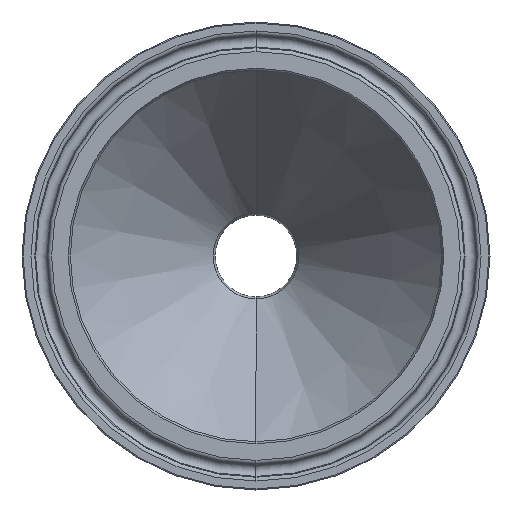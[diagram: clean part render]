
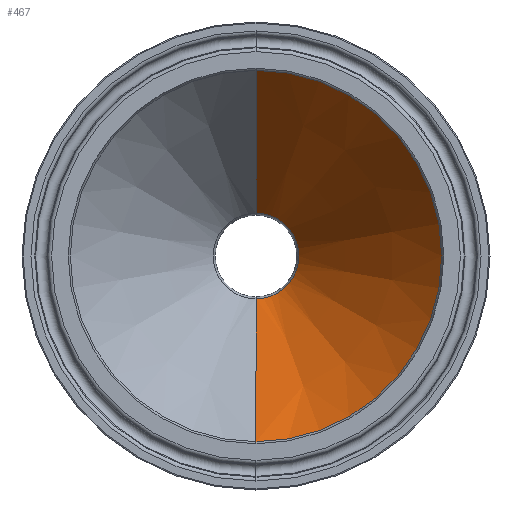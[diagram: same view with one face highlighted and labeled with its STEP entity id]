
A CAD part, left-side view. The second image highlights one B-rep face of the part: STEP entity #467.
In plain terms, the highlighted conical face has half-angle 36.636 degrees and reference radius 36.105 mm.
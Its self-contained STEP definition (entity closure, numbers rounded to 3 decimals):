
#78 = CARTESIAN_POINT ( 'NONE',  ( 11.021, 0., 36.105 ) ) ;
#170 = DIRECTION ( 'NONE',  ( -0.802, 0., -0.597 ) ) ;
#190 = EDGE_CURVE ( 'NONE', #286, #371, #845, .T. ) ;
#195 = LINE ( 'NONE', #78, #1647 ) ;
#260 = ORIENTED_EDGE ( 'NONE', *, *, #759, .F. ) ;
#286 = VERTEX_POINT ( 'NONE', #860 ) ;
#291 = CIRCLE ( 'NONE', #458, 8.32 ) ;
#315 = DIRECTION ( 'NONE',  ( -1., 0., 0. ) ) ;
#371 = VERTEX_POINT ( 'NONE', #1330 ) ;
#437 = CONICAL_SURFACE ( 'NONE', #1642, 36.105, 0.639 ) ;
#458 = AXIS2_PLACEMENT_3D ( 'NONE', #1148, #315, #855 ) ;
#467 = ADVANCED_FACE ( 'NONE', ( #1216 ), #437, .F. ) ;
#483 = DIRECTION ( 'NONE',  ( -1., 0., 0. ) ) ;
#492 = CARTESIAN_POINT ( 'NONE',  ( 11.021, 0., 36.105 ) ) ;
#524 = CIRCLE ( 'NONE', #1505, 36.105 ) ;
#634 = VECTOR ( 'NONE', #170, 1000. ) ;
#665 = CARTESIAN_POINT ( 'NONE',  ( 48.384, 0., 8.32 ) ) ;
#759 = EDGE_CURVE ( 'NONE', #286, #1008, #291, .T. ) ;
#788 = DIRECTION ( 'NONE',  ( -0.802, 0., 0.597 ) ) ;
#819 = EDGE_CURVE ( 'NONE', #371, #1195, #524, .T. ) ;
#845 = LINE ( 'NONE', #1112, #634 ) ;
#855 = DIRECTION ( 'NONE',  ( 0., 0., 1. ) ) ;
#860 = CARTESIAN_POINT ( 'NONE',  ( 48.384, 0., -8.32 ) ) ;
#983 = DIRECTION ( 'NONE',  ( -1., 0., 0. ) ) ;
#1008 = VERTEX_POINT ( 'NONE', #665 ) ;
#1107 = CARTESIAN_POINT ( 'NONE',  ( 11.021, 0., 0. ) ) ;
#1112 = CARTESIAN_POINT ( 'NONE',  ( 11.021, 0., -36.105 ) ) ;
#1148 = CARTESIAN_POINT ( 'NONE',  ( 48.384, 0., 0. ) ) ;
#1176 = CARTESIAN_POINT ( 'NONE',  ( 11.021, 0., 0. ) ) ;
#1195 = VERTEX_POINT ( 'NONE', #492 ) ;
#1216 = FACE_OUTER_BOUND ( 'NONE', #1284, .T. ) ;
#1251 = DIRECTION ( 'NONE',  ( 0., 0., 1. ) ) ;
#1284 = EDGE_LOOP ( 'NONE', ( #260, #1522, #1456, #1477 ) ) ;
#1330 = CARTESIAN_POINT ( 'NONE',  ( 11.021, 0., -36.105 ) ) ;
#1456 = ORIENTED_EDGE ( 'NONE', *, *, #819, .T. ) ;
#1477 = ORIENTED_EDGE ( 'NONE', *, *, #1528, .F. ) ;
#1505 = AXIS2_PLACEMENT_3D ( 'NONE', #1176, #483, #1560 ) ;
#1522 = ORIENTED_EDGE ( 'NONE', *, *, #190, .T. ) ;
#1528 = EDGE_CURVE ( 'NONE', #1008, #1195, #195, .T. ) ;
#1560 = DIRECTION ( 'NONE',  ( 0., 0., 1. ) ) ;
#1642 = AXIS2_PLACEMENT_3D ( 'NONE', #1107, #983, #1251 ) ;
#1647 = VECTOR ( 'NONE', #788, 1000. ) ;
